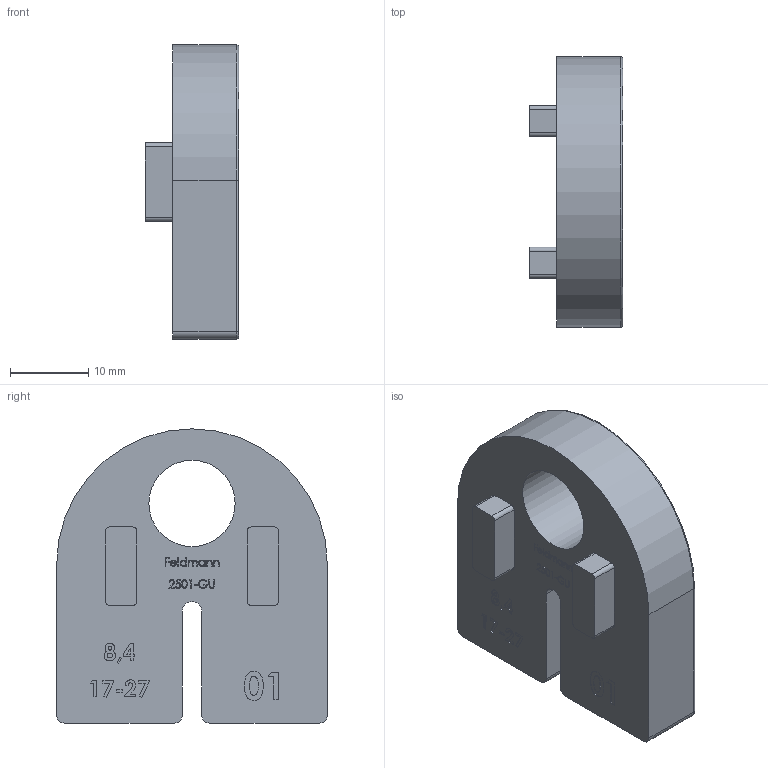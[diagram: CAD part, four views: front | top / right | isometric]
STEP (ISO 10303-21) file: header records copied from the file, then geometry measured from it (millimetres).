
FILE_DESCRIPTION (( 'STEP AP203' ), '1' );
FILE_NAME ('2501-GU.step', '2021-11-25T07:52:55', ( '' ), ( '' ), 'SwSTEP 2.0', 'SolidWorks 2018', '' );
FILE_SCHEMA (( 'CONFIG_CONTROL_DESIGN' ));
Length unit declared in the file: millimetre
Products named in the file (2): 2501-GU
Bounding box: 11.9 x 34.5 x 37.5 mm (x, y, z)
Volume: 8938.4 mm3; surface area: 3866 mm2
Topology: 1 solids, 1 shells, 428 faces, 1137 edges, 754 vertices
Faces by surface type: plane 247, bspline 154, cylinder 21, torus 6
Full cylindrical faces by diameter (mm): 11 x1
Entity records: 21687 total; most frequent: CARTESIAN_POINT 11898, ORIENTED_EDGE 2272, DIRECTION 1428, EDGE_CURVE 1136, VECTOR 780, LINE 780, VERTEX_POINT 754, EDGE_LOOP 474
